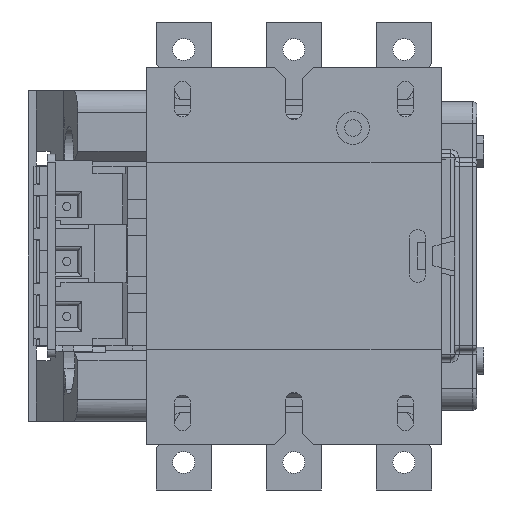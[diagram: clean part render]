
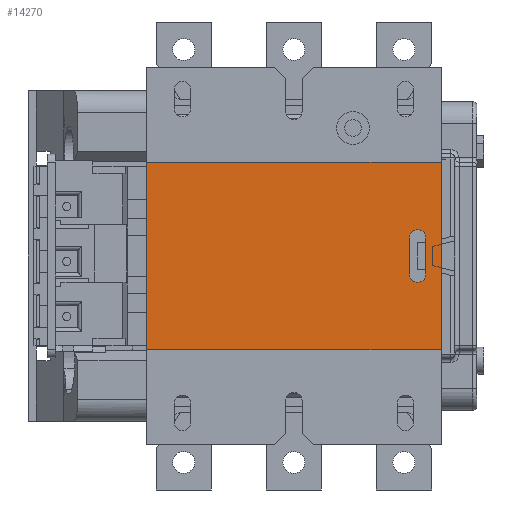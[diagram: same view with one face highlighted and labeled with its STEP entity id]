
A CAD part, left-side view. The second image highlights one B-rep face of the part: STEP entity #14270.
In plain terms, the highlighted planar face has unit normal (-1, 0, 0).
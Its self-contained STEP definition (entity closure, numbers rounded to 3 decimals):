
#828 = LINE ( 'NONE', #1657, #829 ) ;
#829 = VECTOR ( 'NONE', #1658, 1000. ) ;
#1226 = CIRCLE ( 'NONE', #28173, 3. ) ;
#1657 = CARTESIAN_POINT ( 'NONE',  ( -169.5, 53.5, 34.1 ) ) ;
#1658 = DIRECTION ( 'NONE',  ( 0., 0., 1. ) ) ;
#2425 = CARTESIAN_POINT ( 'NONE',  ( -169.5, -45., 6.5 ) ) ;
#2426 = DIRECTION ( 'NONE',  ( 1., 0., 0. ) ) ;
#2427 = DIRECTION ( 'NONE',  ( 0., 0., -1. ) ) ;
#5130 = CARTESIAN_POINT ( 'NONE',  ( -169.5, 53.5, -34.1 ) ) ;
#5131 = CARTESIAN_POINT ( 'NONE',  ( -169.5, 53.5, 34.1 ) ) ;
#5986 = CARTESIAN_POINT ( 'NONE',  ( -169.5, -53.5, 34.1 ) ) ;
#5987 = DIRECTION ( 'NONE',  ( 0., 0., 1. ) ) ;
#6527 = LINE ( 'NONE', #5986, #6528 ) ;
#6528 = VECTOR ( 'NONE', #5987, 1000. ) ;
#7725 = CARTESIAN_POINT ( 'NONE',  ( -169.5, -42., -6.5 ) ) ;
#7726 = CARTESIAN_POINT ( 'NONE',  ( -169.5, -48., 6.5 ) ) ;
#7727 = CARTESIAN_POINT ( 'NONE',  ( -169.5, -48., -6.5 ) ) ;
#9326 = CARTESIAN_POINT ( 'NONE',  ( -169.5, -45., -6.5 ) ) ;
#9329 = CARTESIAN_POINT ( 'NONE',  ( -169.5, -45., 6.5 ) ) ;
#9332 = DIRECTION ( 'NONE',  ( 1., 0., 0. ) ) ;
#9333 = DIRECTION ( 'NONE',  ( 0., 0., -1. ) ) ;
#9340 = CARTESIAN_POINT ( 'NONE',  ( -169.5, -48., 34.1 ) ) ;
#9341 = DIRECTION ( 'NONE',  ( 0., 0., -1. ) ) ;
#9342 = CARTESIAN_POINT ( 'NONE',  ( -169.5, 53.5, 34.1 ) ) ;
#9343 = DIRECTION ( 'NONE',  ( 0., -1., 0. ) ) ;
#9344 = DIRECTION ( 'NONE',  ( 1., 0., 0. ) ) ;
#9345 = DIRECTION ( 'NONE',  ( 0., 0., -1. ) ) ;
#9346 = CARTESIAN_POINT ( 'NONE',  ( -169.5, -42., 34.1 ) ) ;
#9347 = DIRECTION ( 'NONE',  ( 0., 0., 1. ) ) ;
#9348 = CARTESIAN_POINT ( 'NONE',  ( -169.5, 53.5, -34.1 ) ) ;
#9349 = DIRECTION ( 'NONE',  ( 0., -1., 0. ) ) ;
#10094 = LINE ( 'NONE', #9346, #10096 ) ;
#10096 = VECTOR ( 'NONE', #9347, 1000. ) ;
#10097 = CIRCLE ( 'NONE', #28386, 3. ) ;
#10102 = LINE ( 'NONE', #9340, #10103 ) ;
#10103 = VECTOR ( 'NONE', #9341, 1000. ) ;
#10104 = LINE ( 'NONE', #9342, #10105 ) ;
#10105 = VECTOR ( 'NONE', #9343, 1000. ) ;
#10108 = CIRCLE ( 'NONE', #28390, 3. ) ;
#10109 = LINE ( 'NONE', #9348, #10110 ) ;
#10110 = VECTOR ( 'NONE', #9349, 1000. ) ;
#13508 = ORIENTED_EDGE ( 'NONE', *, *, #37618, .T. ) ;
#13509 = ORIENTED_EDGE ( 'NONE', *, *, #24220, .T. ) ;
#13510 = ORIENTED_EDGE ( 'NONE', *, *, #37611, .T. ) ;
#13511 = ORIENTED_EDGE ( 'NONE', *, *, #37615, .T. ) ;
#13512 = ORIENTED_EDGE ( 'NONE', *, *, #37617, .T. ) ;
#13513 = ORIENTED_EDGE ( 'NONE', *, *, #36395, .T. ) ;
#13514 = ORIENTED_EDGE ( 'NONE', *, *, #37616, .F. ) ;
#13515 = ORIENTED_EDGE ( 'NONE', *, *, #23948, .F. ) ;
#13516 = ORIENTED_EDGE ( 'NONE', *, *, #37619, .T. ) ;
#14270 = ADVANCED_FACE ( 'NONE', ( #33308, #33310 ), #34802, .F. ) ;
#15248 = VERTEX_POINT ( 'NONE', #27454 ) ;
#15257 = VERTEX_POINT ( 'NONE', #27463 ) ;
#16403 = VERTEX_POINT ( 'NONE', #32359 ) ;
#16404 = VERTEX_POINT ( 'NONE', #32360 ) ;
#21082 = AXIS2_PLACEMENT_3D ( 'NONE', #34803, #34808, #34809 ) ;
#22581 = EDGE_LOOP ( 'NONE', ( #13513, #13514, #13515, #13516 ) ) ;
#22586 = EDGE_LOOP ( 'NONE', ( #13508, #13509, #13510, #13511, #13512 ) ) ;
#23948 = EDGE_CURVE ( 'NONE', #34281, #34282, #828, .T. ) ;
#24220 = EDGE_CURVE ( 'NONE', #16404, #16403, #1226, .T. ) ;
#27454 = CARTESIAN_POINT ( 'NONE',  ( -169.5, -53.5, -34.1 ) ) ;
#27463 = CARTESIAN_POINT ( 'NONE',  ( -169.5, -53.5, 34.1 ) ) ;
#28173 = AXIS2_PLACEMENT_3D ( 'NONE', #2425, #2426, #2427 ) ;
#28386 = AXIS2_PLACEMENT_3D ( 'NONE', #9329, #9332, #9333 ) ;
#28390 = AXIS2_PLACEMENT_3D ( 'NONE', #9326, #9344, #9345 ) ;
#32359 = CARTESIAN_POINT ( 'NONE',  ( -169.5, -45., 9.5 ) ) ;
#32360 = CARTESIAN_POINT ( 'NONE',  ( -169.5, -42., 6.5 ) ) ;
#33308 = FACE_BOUND ( 'NONE', #22586, .T. ) ;
#33310 = FACE_OUTER_BOUND ( 'NONE', #22581, .T. ) ;
#34281 = VERTEX_POINT ( 'NONE', #5130 ) ;
#34282 = VERTEX_POINT ( 'NONE', #5131 ) ;
#34802 = PLANE ( 'NONE',  #21082 ) ;
#34803 = CARTESIAN_POINT ( 'NONE',  ( -169.5, 53.5, 34.1 ) ) ;
#34808 = DIRECTION ( 'NONE',  ( 1., 0., 0. ) ) ;
#34809 = DIRECTION ( 'NONE',  ( 0., 0., -1. ) ) ;
#36395 = EDGE_CURVE ( 'NONE', #15248, #15257, #6527, .T. ) ;
#36652 = VERTEX_POINT ( 'NONE', #7725 ) ;
#36653 = VERTEX_POINT ( 'NONE', #7726 ) ;
#36654 = VERTEX_POINT ( 'NONE', #7727 ) ;
#37611 = EDGE_CURVE ( 'NONE', #16403, #36653, #10097, .T. ) ;
#37615 = EDGE_CURVE ( 'NONE', #36653, #36654, #10102, .T. ) ;
#37616 = EDGE_CURVE ( 'NONE', #34282, #15257, #10104, .T. ) ;
#37617 = EDGE_CURVE ( 'NONE', #36654, #36652, #10108, .T. ) ;
#37618 = EDGE_CURVE ( 'NONE', #36652, #16404, #10094, .T. ) ;
#37619 = EDGE_CURVE ( 'NONE', #34281, #15248, #10109, .T. ) ;
